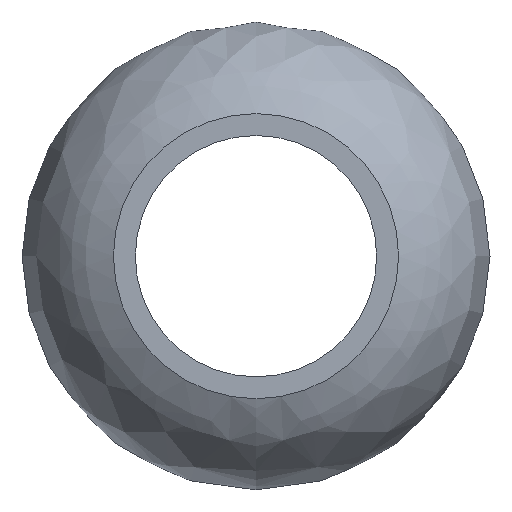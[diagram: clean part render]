
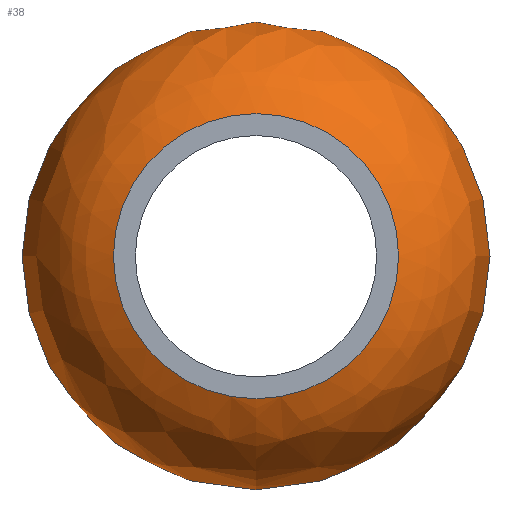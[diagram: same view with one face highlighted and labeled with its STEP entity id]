
A CAD part, left-side view. The second image highlights one B-rep face of the part: STEP entity #38.
In plain terms, the highlighted free-form (B-spline) face has degree [3, 3] with [4, 7] control points.
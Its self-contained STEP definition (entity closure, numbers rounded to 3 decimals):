
#38 = ADVANCED_FACE( '', ( #77, #78 ), #79, .T. );
#77 = FACE_OUTER_BOUND( '', #150, .T. );
#78 = FACE_OUTER_BOUND( '', #151, .T. );
#79 = ( BOUNDED_SURFACE(  )B_SPLINE_SURFACE( 3, 3, ( ( #154, #155, #156, #157, #158, #159, #160 ), ( #161, #162, #163, #164, #165, #166, #167 ), ( #168, #169, #170, #171, #172, #173, #174 ), ( #175, #176, #177, #178, #179, #180, #181 ) ), .UNSPECIFIED., .F., .T., .F. )B_SPLINE_SURFACE_WITH_KNOTS( ( 4, 4 ), ( 4, 3, 4 ), ( 0., 6.283 ), ( -1.214, 0., 1.214 ), .UNSPECIFIED. )GEOMETRIC_REPRESENTATION_ITEM(  )RATIONAL_B_SPLINE_SURFACE( ( ( 1., 0.333, 0.333, 1., 0.333, 0.333, 1. ), ( 0.566, 0.189, 0.189, 0.566, 0.189, 0.189, 0.566 ), ( 0.566, 0.189, 0.189, 0.566, 0.189, 0.189, 0.566 ), ( 1., 0.333, 0.333, 1., 0.333, 0.333, 1. ) ) )REPRESENTATION_ITEM( '' )SURFACE(  ) );
#150 = EDGE_LOOP( '', ( #220 ) );
#151 = EDGE_LOOP( '', ( #221 ) );
#154 = CARTESIAN_POINT( '', ( 29., 0., -9.75 ) );
#155 = CARTESIAN_POINT( '', ( 29., 19.5, -9.75 ) );
#156 = CARTESIAN_POINT( '', ( 29., 19.5, 9.75 ) );
#157 = CARTESIAN_POINT( '', ( 29., 0., 9.75 ) );
#158 = CARTESIAN_POINT( '', ( 29., -19.5, 9.75 ) );
#159 = CARTESIAN_POINT( '', ( 29., -19.5, -9.75 ) );
#160 = CARTESIAN_POINT( '', ( 29., 0., -9.75 ) );
#161 = CARTESIAN_POINT( '', ( 25.298, 0., -19.68 ) );
#162 = CARTESIAN_POINT( '', ( 25.298, 39.359, -19.68 ) );
#163 = CARTESIAN_POINT( '', ( 25.298, 39.359, 19.68 ) );
#164 = CARTESIAN_POINT( '', ( 25.298, 0., 19.68 ) );
#165 = CARTESIAN_POINT( '', ( 25.298, -39.359, 19.68 ) );
#166 = CARTESIAN_POINT( '', ( 25.298, -39.359, -19.68 ) );
#167 = CARTESIAN_POINT( '', ( 25.298, 0., -19.68 ) );
#168 = CARTESIAN_POINT( '', ( 14.702, 0., -19.68 ) );
#169 = CARTESIAN_POINT( '', ( 14.702, 39.359, -19.68 ) );
#170 = CARTESIAN_POINT( '', ( 14.702, 39.359, 19.68 ) );
#171 = CARTESIAN_POINT( '', ( 14.702, 0., 19.68 ) );
#172 = CARTESIAN_POINT( '', ( 14.702, -39.359, 19.68 ) );
#173 = CARTESIAN_POINT( '', ( 14.702, -39.359, -19.68 ) );
#174 = CARTESIAN_POINT( '', ( 14.702, 0., -19.68 ) );
#175 = CARTESIAN_POINT( '', ( 11., 0., -9.75 ) );
#176 = CARTESIAN_POINT( '', ( 11., 19.5, -9.75 ) );
#177 = CARTESIAN_POINT( '', ( 11., 19.5, 9.75 ) );
#178 = CARTESIAN_POINT( '', ( 11., 0., 9.75 ) );
#179 = CARTESIAN_POINT( '', ( 11., -19.5, 9.75 ) );
#180 = CARTESIAN_POINT( '', ( 11., -19.5, -9.75 ) );
#181 = CARTESIAN_POINT( '', ( 11., 0., -9.75 ) );
#220 = ORIENTED_EDGE( '', *, *, #251, .T. );
#221 = ORIENTED_EDGE( '', *, *, #255, .F. );
#251 = EDGE_CURVE( '', #270, #270, #271, .T. );
#255 = EDGE_CURVE( '', #276, #276, #277, .T. );
#270 = VERTEX_POINT( '', #294 );
#271 = CIRCLE( '', #295, 9.75 );
#276 = VERTEX_POINT( '', #300 );
#277 = CIRCLE( '', #301, 9.75 );
#294 = CARTESIAN_POINT( '', ( 11., 0., -9.75 ) );
#295 = AXIS2_PLACEMENT_3D( '', #319, #320, #321 );
#300 = CARTESIAN_POINT( '', ( 29., 0., -9.75 ) );
#301 = AXIS2_PLACEMENT_3D( '', #325, #326, #327 );
#319 = CARTESIAN_POINT( '', ( 11., 0., 0. ) );
#320 = DIRECTION( '', ( 1., 0., 0. ) );
#321 = DIRECTION( '', ( 0., 0., -1. ) );
#325 = CARTESIAN_POINT( '', ( 29., 0., 0. ) );
#326 = DIRECTION( '', ( 1., 0., 0. ) );
#327 = DIRECTION( '', ( 0., 0., -1. ) );
